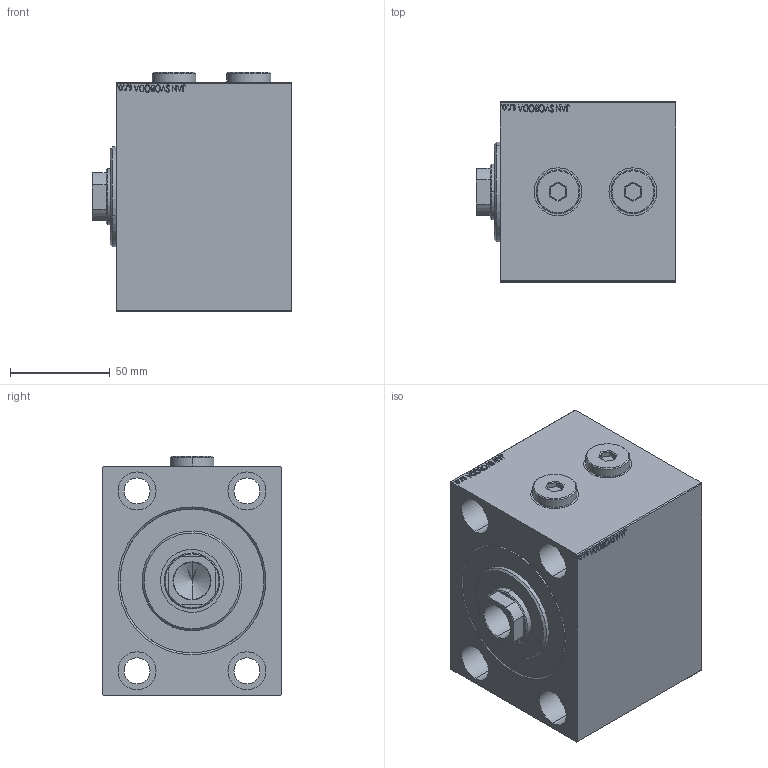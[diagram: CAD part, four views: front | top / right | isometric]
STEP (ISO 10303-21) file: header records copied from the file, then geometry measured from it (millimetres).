
FILE_DESCRIPTION (( 'STEP AP203' ), '1' );
FILE_NAME ('99c8.STEP', '2024-04-12T09:19:20', ( '' ), ( '' ), 'SwSTEP 2.0', 'SolidWorks 2019', '' );
FILE_SCHEMA (( 'CONFIG_CONTROL_DESIGN' ));
Length unit declared in the file: millimetre
Products named in the file (5): V450CM_C_VCP 612402cf023868bed709ce6452729ffb; Zatka_OIL_PORT 612402cf023868bed709ce6452729ffb; V450CM_VC_B 612402cf023868bed709ce6452729ffb; V450CM_C_Body 612402cf023868bed709ce6452729ffb; 99c8
Assembly tree (5 placements, depth 2):
  99c8
    V450CM_C_Body 612402cf023868bed709ce6452729ffb
    V450CM_C_VCP 612402cf023868bed709ce6452729ffb
    V450CM_VC_B 612402cf023868bed709ce6452729ffb
    Zatka_OIL_PORT 612402cf023868bed709ce6452729ffb  x2
Bounding box: 100 x 90 x 119.9 mm (x, y, z)
Volume: 815798.8 mm3; surface area: 118607.1 mm2
Topology: 5 solids, 5 shells, 917 faces, 2326 edges, 1537 vertices
Faces by surface type: plane 443, bspline 380, cylinder 76, cone 18
Entity records: 45149 total; most frequent: CARTESIAN_POINT 25331, ORIENTED_EDGE 4568, DIRECTION 2726, EDGE_CURVE 2284, VERTEX_POINT 1513, LINE 1350, VECTOR 1350, EDGE_LOOP 1033
